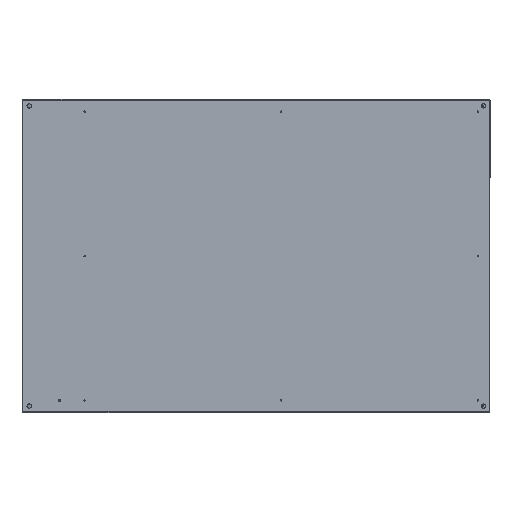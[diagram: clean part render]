
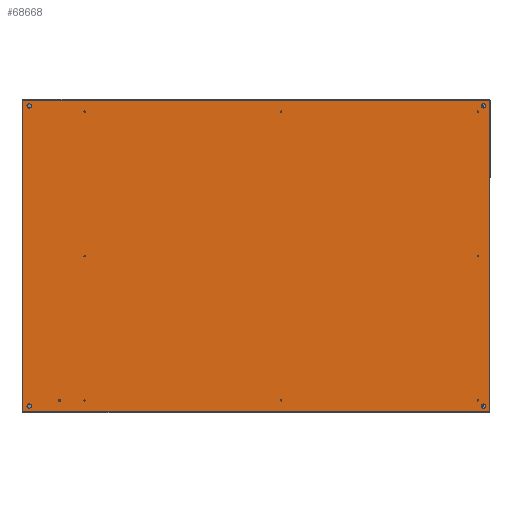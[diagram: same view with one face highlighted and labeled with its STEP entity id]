
A CAD part, left-side view. The second image highlights one B-rep face of the part: STEP entity #68668.
In plain terms, the highlighted face is planar.
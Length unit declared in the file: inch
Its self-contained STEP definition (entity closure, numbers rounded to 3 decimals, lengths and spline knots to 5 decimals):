
#384 = EDGE_CURVE ( 'NONE', #9119, #44257, #59224, .T. ) ;
#1282 = AXIS2_PLACEMENT_3D ( 'NONE', #73789, #45560, #72996 ) ;
#2054 = ORIENTED_EDGE ( 'NONE', *, *, #94714, .F. ) ;
#2318 = CARTESIAN_POINT ( 'NONE',  ( -17.25, 0., -26.153 ) ) ;
#3520 = CIRCLE ( 'NONE', #40708, 0.25 ) ;
#3523 = VERTEX_POINT ( 'NONE', #103318 ) ;
#4810 = EDGE_CURVE ( 'NONE', #35941, #76788, #73532, .T. ) ;
#6979 = DIRECTION ( 'NONE',  ( 0., 1., 0. ) ) ;
#7480 = VERTEX_POINT ( 'NONE', #109315 ) ;
#8386 = CARTESIAN_POINT ( 'NONE',  ( -17.928, 0., -26.795 ) ) ;
#8731 = ORIENTED_EDGE ( 'NONE', *, *, #115252, .F. ) ;
#9119 = VERTEX_POINT ( 'NONE', #111004 ) ;
#9863 = CARTESIAN_POINT ( 'NONE',  ( -17.25, 0., 26.31559 ) ) ;
#10431 = DIRECTION ( 'NONE',  ( 0., 0., -1. ) ) ;
#10689 = CARTESIAN_POINT ( 'NONE',  ( 17.25, 0., 26.06559 ) ) ;
#11000 = EDGE_CURVE ( 'NONE', #118012, #9119, #62242, .T. ) ;
#11203 = VECTOR ( 'NONE', #52996, 39.37008 ) ;
#11389 = ORIENTED_EDGE ( 'NONE', *, *, #54329, .F. ) ;
#12434 = CARTESIAN_POINT ( 'NONE',  ( 17.25, 0., -26.153 ) ) ;
#12597 = CARTESIAN_POINT ( 'NONE',  ( 17.928, 0., 26.77959 ) ) ;
#16514 = DIRECTION ( 'NONE',  ( 0., 1., 0. ) ) ;
#16587 = CARTESIAN_POINT ( 'NONE',  ( 17.25, 0., 26.06559 ) ) ;
#20186 = FACE_BOUND ( 'NONE', #64355, .T. ) ;
#23344 = VECTOR ( 'NONE', #116818, 39.37008 ) ;
#25895 = VECTOR ( 'NONE', #57180, 39.37008 ) ;
#26166 = ORIENTED_EDGE ( 'NONE', *, *, #116861, .F. ) ;
#26267 = VECTOR ( 'NONE', #99890, 39.37008 ) ;
#27381 = CARTESIAN_POINT ( 'NONE',  ( -17.928, 0., 26.77959 ) ) ;
#27405 = LINE ( 'NONE', #12597, #25895 ) ;
#28187 = CARTESIAN_POINT ( 'NONE',  ( -17.25, 0., -25.903 ) ) ;
#29598 = ORIENTED_EDGE ( 'NONE', *, *, #99995, .F. ) ;
#29744 = VERTEX_POINT ( 'NONE', #119230 ) ;
#30684 = AXIS2_PLACEMENT_3D ( 'NONE', #118638, #110612, #36245 ) ;
#34688 = CIRCLE ( 'NONE', #95496, 0.25 ) ;
#35586 = CARTESIAN_POINT ( 'NONE',  ( 17.928, 0., -26.831 ) ) ;
#35603 = AXIS2_PLACEMENT_3D ( 'NONE', #16587, #6979, #71326 ) ;
#35941 = VERTEX_POINT ( 'NONE', #9863 ) ;
#36245 = DIRECTION ( 'NONE',  ( 0., 0., 1. ) ) ;
#36313 = DIRECTION ( 'NONE',  ( 0., 0., -1. ) ) ;
#38548 = EDGE_CURVE ( 'NONE', #3523, #46702, #90060, .T. ) ;
#38950 = EDGE_CURVE ( 'NONE', #46702, #3523, #3520, .T. ) ;
#39097 = AXIS2_PLACEMENT_3D ( 'NONE', #61902, #16514, #44198 ) ;
#39387 = EDGE_LOOP ( 'NONE', ( #11389, #88618 ) ) ;
#40708 = AXIS2_PLACEMENT_3D ( 'NONE', #2318, #102099, #10431 ) ;
#41594 = EDGE_CURVE ( 'NONE', #29744, #7480, #101451, .T. ) ;
#42636 = CIRCLE ( 'NONE', #117981, 0.25 ) ;
#44066 = ORIENTED_EDGE ( 'NONE', *, *, #41594, .F. ) ;
#44198 = DIRECTION ( 'NONE',  ( 0., 0., -1. ) ) ;
#44257 = VERTEX_POINT ( 'NONE', #88035 ) ;
#45560 = DIRECTION ( 'NONE',  ( 0., 1., 0. ) ) ;
#46702 = VERTEX_POINT ( 'NONE', #28187 ) ;
#48169 = DIRECTION ( 'NONE',  ( 0., 1., 0. ) ) ;
#48849 = FACE_BOUND ( 'NONE', #57689, .T. ) ;
#49218 = CARTESIAN_POINT ( 'NONE',  ( 17.25, 0., 26.31559 ) ) ;
#52742 = PLANE ( 'NONE',  #30684 ) ;
#52996 = DIRECTION ( 'NONE',  ( 0., 0., -1. ) ) ;
#54329 = EDGE_CURVE ( 'NONE', #76788, #35941, #79041, .T. ) ;
#54603 = FACE_BOUND ( 'NONE', #82876, .T. ) ;
#55601 = ORIENTED_EDGE ( 'NONE', *, *, #69435, .F. ) ;
#56034 = DIRECTION ( 'NONE',  ( 0., 0., -1. ) ) ;
#57180 = DIRECTION ( 'NONE',  ( -1., 0., 0. ) ) ;
#57689 = EDGE_LOOP ( 'NONE', ( #95635, #108464 ) ) ;
#58993 = DIRECTION ( 'NONE',  ( 0., 0., -1. ) ) ;
#59224 = LINE ( 'NONE', #35586, #23344 ) ;
#59802 = CARTESIAN_POINT ( 'NONE',  ( 17.25, 0., -26.153 ) ) ;
#61902 = CARTESIAN_POINT ( 'NONE',  ( -17.25, 0., -26.153 ) ) ;
#62242 = LINE ( 'NONE', #90692, #26267 ) ;
#62677 = CARTESIAN_POINT ( 'NONE',  ( -17.928, 0., -26.831 ) ) ;
#63426 = AXIS2_PLACEMENT_3D ( 'NONE', #110282, #64488, #36313 ) ;
#64355 = EDGE_LOOP ( 'NONE', ( #29598, #2054 ) ) ;
#64488 = DIRECTION ( 'NONE',  ( 0., 1., 0. ) ) ;
#68668 = ADVANCED_FACE ( 'NONE', ( #72018, #48849, #100715, #54603, #20186 ), #52742, .F. ) ;
#69435 = EDGE_CURVE ( 'NONE', #101968, #118012, #107511, .T. ) ;
#71326 = DIRECTION ( 'NONE',  ( 0., 0., -1. ) ) ;
#72018 = FACE_BOUND ( 'NONE', #39387, .T. ) ;
#72996 = DIRECTION ( 'NONE',  ( 0., 0., -1. ) ) ;
#73532 = CIRCLE ( 'NONE', #63426, 0.25 ) ;
#73789 = CARTESIAN_POINT ( 'NONE',  ( -17.25, 0., 26.06559 ) ) ;
#76788 = VERTEX_POINT ( 'NONE', #108377 ) ;
#79041 = CIRCLE ( 'NONE', #1282, 0.25 ) ;
#82695 = AXIS2_PLACEMENT_3D ( 'NONE', #12434, #48169, #84851 ) ;
#82708 = DIRECTION ( 'NONE',  ( 0., 1., 0. ) ) ;
#82876 = EDGE_LOOP ( 'NONE', ( #8731, #44066 ) ) ;
#84640 = EDGE_LOOP ( 'NONE', ( #101842, #55601, #26166, #97894 ) ) ;
#84851 = DIRECTION ( 'NONE',  ( 0., 0., -1. ) ) ;
#87577 = CIRCLE ( 'NONE', #35603, 0.25 ) ;
#88035 = CARTESIAN_POINT ( 'NONE',  ( 17.928, 0., 26.77959 ) ) ;
#88618 = ORIENTED_EDGE ( 'NONE', *, *, #4810, .F. ) ;
#90060 = CIRCLE ( 'NONE', #39097, 0.25 ) ;
#90692 = CARTESIAN_POINT ( 'NONE',  ( 17.928, 0., -26.795 ) ) ;
#94714 = EDGE_CURVE ( 'NONE', #107009, #95684, #87577, .T. ) ;
#95496 = AXIS2_PLACEMENT_3D ( 'NONE', #10689, #82708, #56034 ) ;
#95635 = ORIENTED_EDGE ( 'NONE', *, *, #38548, .F. ) ;
#95684 = VERTEX_POINT ( 'NONE', #105179 ) ;
#97894 = ORIENTED_EDGE ( 'NONE', *, *, #384, .F. ) ;
#99890 = DIRECTION ( 'NONE',  ( 1., 0., 0. ) ) ;
#99995 = EDGE_CURVE ( 'NONE', #95684, #107009, #34688, .T. ) ;
#100715 = FACE_OUTER_BOUND ( 'NONE', #84640, .T. ) ;
#101451 = CIRCLE ( 'NONE', #82695, 0.25 ) ;
#101842 = ORIENTED_EDGE ( 'NONE', *, *, #11000, .F. ) ;
#101968 = VERTEX_POINT ( 'NONE', #27381 ) ;
#102099 = DIRECTION ( 'NONE',  ( 0., 1., 0. ) ) ;
#103318 = CARTESIAN_POINT ( 'NONE',  ( -17.25, 0., -26.403 ) ) ;
#105179 = CARTESIAN_POINT ( 'NONE',  ( 17.25, 0., 25.81559 ) ) ;
#107009 = VERTEX_POINT ( 'NONE', #49218 ) ;
#107511 = LINE ( 'NONE', #62677, #11203 ) ;
#108377 = CARTESIAN_POINT ( 'NONE',  ( -17.25, 0., 25.81559 ) ) ;
#108464 = ORIENTED_EDGE ( 'NONE', *, *, #38950, .F. ) ;
#109315 = CARTESIAN_POINT ( 'NONE',  ( 17.25, 0., -26.403 ) ) ;
#110282 = CARTESIAN_POINT ( 'NONE',  ( -17.25, 0., 26.06559 ) ) ;
#110612 = DIRECTION ( 'NONE',  ( 0., -1., 0. ) ) ;
#111004 = CARTESIAN_POINT ( 'NONE',  ( 17.928, 0., -26.795 ) ) ;
#114900 = DIRECTION ( 'NONE',  ( 0., 1., 0. ) ) ;
#115252 = EDGE_CURVE ( 'NONE', #7480, #29744, #42636, .T. ) ;
#116818 = DIRECTION ( 'NONE',  ( 0., 0., 1. ) ) ;
#116861 = EDGE_CURVE ( 'NONE', #44257, #101968, #27405, .T. ) ;
#117981 = AXIS2_PLACEMENT_3D ( 'NONE', #59802, #114900, #58993 ) ;
#118012 = VERTEX_POINT ( 'NONE', #8386 ) ;
#118638 = CARTESIAN_POINT ( 'NONE',  ( 17.928, 0., -26.831 ) ) ;
#119230 = CARTESIAN_POINT ( 'NONE',  ( 17.25, 0., -25.903 ) ) ;
